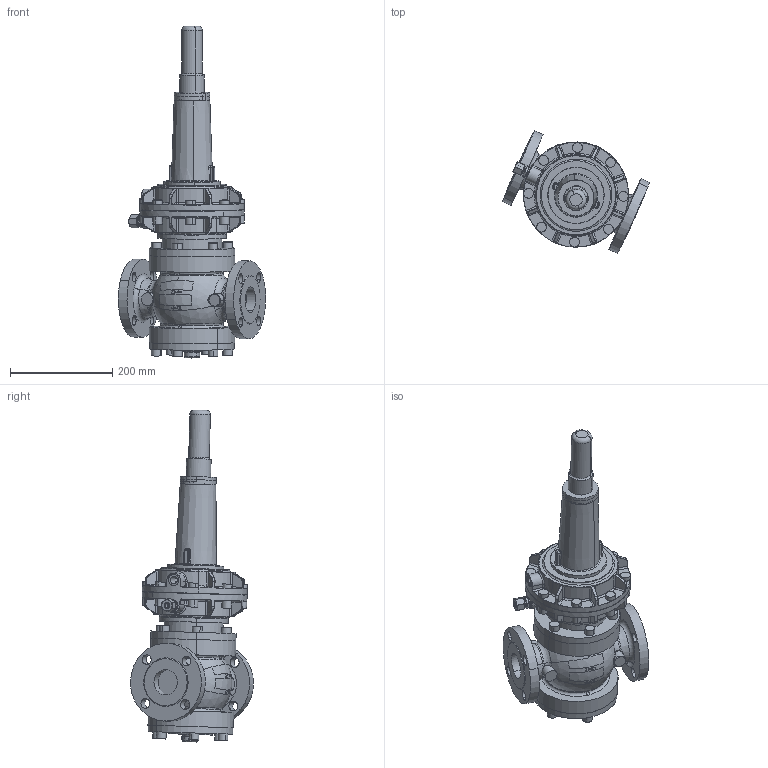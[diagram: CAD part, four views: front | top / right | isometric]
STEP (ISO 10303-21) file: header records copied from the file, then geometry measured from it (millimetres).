
FILE_DESCRIPTION(('CATIA V5 STEP Exchange'),'2;1');
FILE_NAME('R101 DN050 205 HDS ANSI.stp','2023-05-11T07:31:25+00:00',('none'),('none'),'CATIA Version 5-6 Release 2018 SP2','CATIA V5 STEP AP203','none');
FILE_SCHEMA(('CONFIG_CONTROL_DESIGN'));
Length unit declared in the file: millimetre
Products named in the file (2): Product1; Produkt1
Assembly tree (5 placements, depth 3):
  Product1
    #57
    Produkt1
      #36688
      #37609
    #38292
Bounding box: 287.65 x 240.01 x 648.43 mm (x, y, z)
Volume: 8241435.9 mm3; surface area: 523945.6 mm2
Topology: 5 solids, 22 shells, 1135 faces, 2690 edges, 1575 vertices
Faces by surface type: cylinder 399, plane 219, torus 195, bspline 164, cone 80, sphere 78
Entity records: 39616 total; most frequent: CARTESIAN_POINT 18285, ORIENTED_EDGE 5188, DIRECTION 2736, EDGE_CURVE 2594, AXIS2_PLACEMENT_3D 1599, VERTEX_POINT 1575, EDGE_LOOP 1229, ADVANCED_FACE 1135
